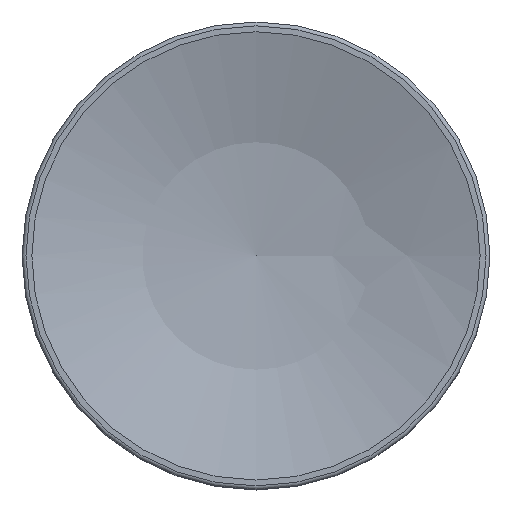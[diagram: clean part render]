
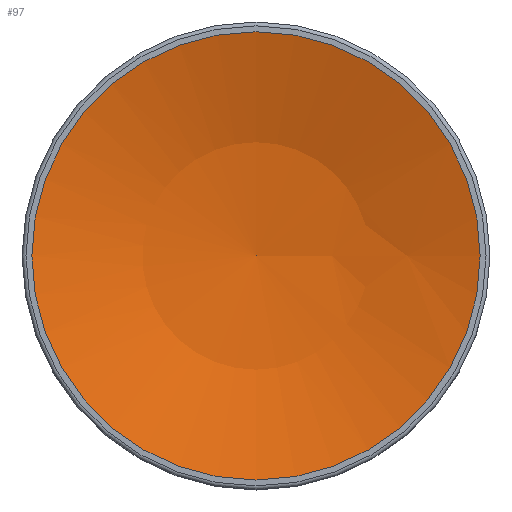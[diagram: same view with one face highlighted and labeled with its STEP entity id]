
A CAD part, top view. The second image highlights one B-rep face of the part: STEP entity #97.
In plain terms, the highlighted spherical face has radius 17.031 mm.
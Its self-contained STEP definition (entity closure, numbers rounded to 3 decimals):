
#97 = ADVANCED_FACE( '', ( #255 ), #256, .F. );
#255 = FACE_OUTER_BOUND( '', #485, .T. );
#256 = SPHERICAL_SURFACE( '', #486, 17.031 );
#485 = EDGE_LOOP( '', ( #719 ) );
#486 = AXIS2_PLACEMENT_3D( '', #720, #721, #722 );
#719 = ORIENTED_EDGE( '', *, *, #1297, .T. );
#720 = CARTESIAN_POINT( '', ( 0., 0., 26.031 ) );
#721 = DIRECTION( '', ( 0., 0., 1. ) );
#722 = DIRECTION( '', ( 1., 0., 0. ) );
#1297 = EDGE_CURVE( '', #1529, #1529, #1530, .T. );
#1529 = VERTEX_POINT( '', #1867 );
#1530 = CIRCLE( '', #1868, 5.75 );
#1867 = CARTESIAN_POINT( '', ( 5.75, 0., 10. ) );
#1868 = AXIS2_PLACEMENT_3D( '', #2366, #2367, #2368 );
#2366 = CARTESIAN_POINT( '', ( 0., 0., 10. ) );
#2367 = DIRECTION( '', ( 0., 0., 1. ) );
#2368 = DIRECTION( '', ( 1., 0., 0. ) );
